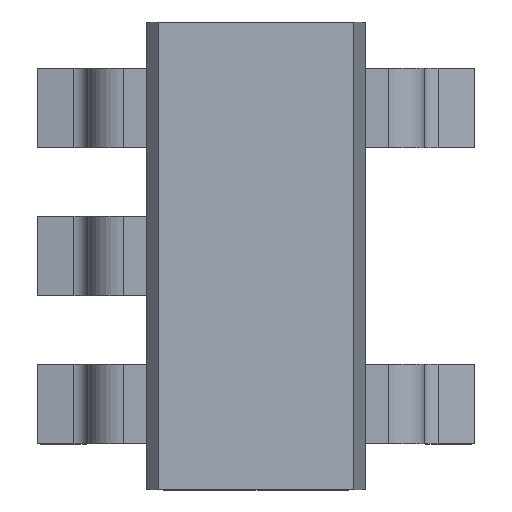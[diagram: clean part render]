
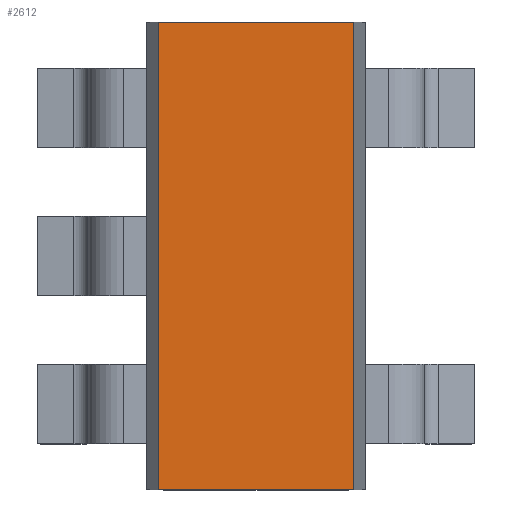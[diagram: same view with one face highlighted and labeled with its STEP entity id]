
A CAD part, top view. The second image highlights one B-rep face of the part: STEP entity #2612.
In plain terms, the highlighted planar face has unit normal (0, 0, 1).
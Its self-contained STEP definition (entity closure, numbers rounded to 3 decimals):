
#2404=CARTESIAN_POINT('',(-0.627,-1.5,1.25));
#2405=VERTEX_POINT('',#2404);
#2443=CARTESIAN_POINT('',(0.627,-1.5,1.25));
#2444=VERTEX_POINT('',#2443);
#2451=CARTESIAN_POINT('',(-0.627,-1.5,1.25));
#2452=DIRECTION('',(1.0,0.0,0.0));
#2453=VECTOR('',#2452,1.254);
#2454=LINE('',#2451,#2453);
#2455=EDGE_CURVE('',#2405,#2444,#2454,.T.);
#2504=CARTESIAN_POINT('',(-0.627,1.5,1.25));
#2505=VERTEX_POINT('',#2504);
#2512=CARTESIAN_POINT('',(0.627,1.5,1.25));
#2513=VERTEX_POINT('',#2512);
#2514=CARTESIAN_POINT('',(0.627,1.5,1.25));
#2515=DIRECTION('',(-1.0,0.0,0.0));
#2516=VECTOR('',#2515,1.254);
#2517=LINE('',#2514,#2516);
#2518=EDGE_CURVE('',#2513,#2505,#2517,.T.);
#2585=CARTESIAN_POINT('',(0.627,-1.5,1.25));
#2586=DIRECTION('',(0.0,1.0,0.0));
#2587=VECTOR('',#2586,3.0);
#2588=LINE('',#2585,#2587);
#2589=EDGE_CURVE('',#2444,#2513,#2588,.T.);
#2596=CARTESIAN_POINT('',(0.648,-1.5,1.25));
#2597=DIRECTION('',(0.0,0.0,1.0));
#2598=DIRECTION('',(1.0,0.0,0.0));
#2599=AXIS2_PLACEMENT_3D('',#2596,#2597,#2598);
#2600=PLANE('',#2599);
#2601=ORIENTED_EDGE('',*,*,#2518,.T.);
#2602=CARTESIAN_POINT('',(-0.627,1.5,1.25));
#2603=DIRECTION('',(0.0,-1.0,0.0));
#2604=VECTOR('',#2603,3.);
#2605=LINE('',#2602,#2604);
#2606=EDGE_CURVE('',#2405,#2505,#2605,.F.);
#2607=ORIENTED_EDGE('',*,*,#2606,.F.);
#2608=ORIENTED_EDGE('',*,*,#2455,.T.);
#2609=ORIENTED_EDGE('',*,*,#2589,.T.);
#2610=EDGE_LOOP('',(#2601,#2607,#2608,#2609));
#2611=FACE_OUTER_BOUND('',#2610,.T.);
#2612=ADVANCED_FACE('',(#2611),#2600,.T.);
